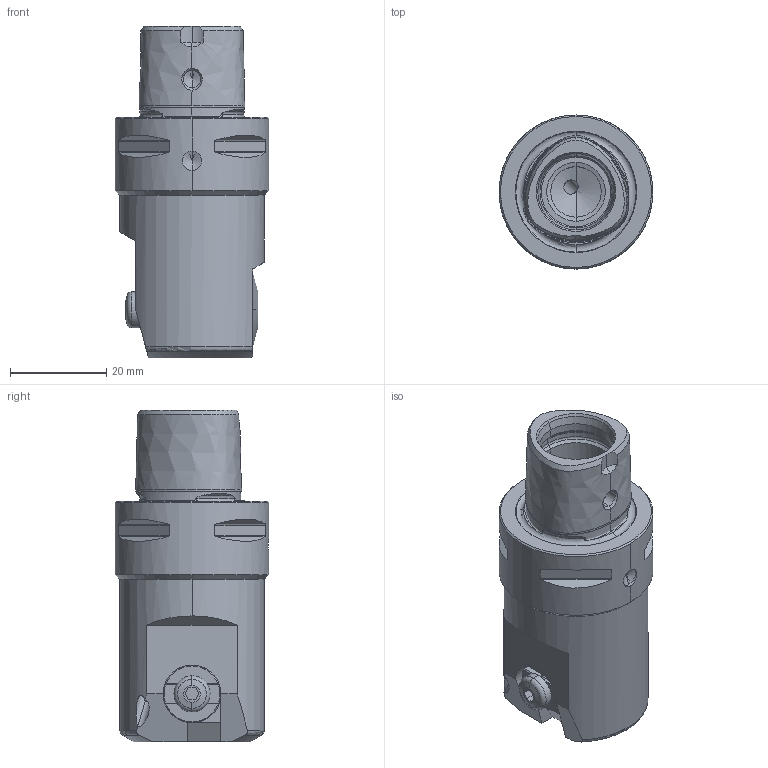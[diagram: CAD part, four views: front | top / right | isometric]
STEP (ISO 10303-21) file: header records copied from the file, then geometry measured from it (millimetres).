
FILE_DESCRIPTION(('no description'),'unknown implementation level');
FILE_NAME('72D8D5DD-A732-40B1-A68B-D197CF6A5500_export.stp',' ',('CIMSOURCE GmbH'),('CADClick - KiM GmbH - www.kimweb.de'),'unknown preprocess','ACIS','unknown authorization');
FILE_SCHEMA(('automotive_design'));
Length unit declared in the file: millimetre
Products named in the file (3): 470.301 Kaiser EWN 32-42(60) X C3|470.331 Kaiser Werkzeugk�rper EWN32-42(60) x C3_Standard;NONE; 470.301 Kaiser EWN 32-42(60) X C3|310.369 Kaiser Werkzeugtr�ger EWN 32-60_Standard;NONE; 470.301 Kaiser EWN 32-42(60) X C3|690.137 Kaiser ETL M4_SW2,5 X 8_Standard;NONE
Bounding box: 32 x 32 x 69 mm (x, y, z)
Volume: 36819.5 mm3; surface area: 11195.2 mm2
Topology: 3 solids, 3 shells, 217 faces, 510 edges, 303 vertices
Faces by surface type: plane 79, cylinder 58, cone 54, torus 18, bspline 8
Entity records: 20418 total; most frequent: CARTESIAN_POINT 9735, STYLED_ITEM 1025, PRESENTATION_STYLE_ASSIGNMENT 1025, COLOUR_RGB 1025, DIRECTION 1019, ORIENTED_EDGE 1004, EDGE_CURVE 502, CURVE_STYLE 502
